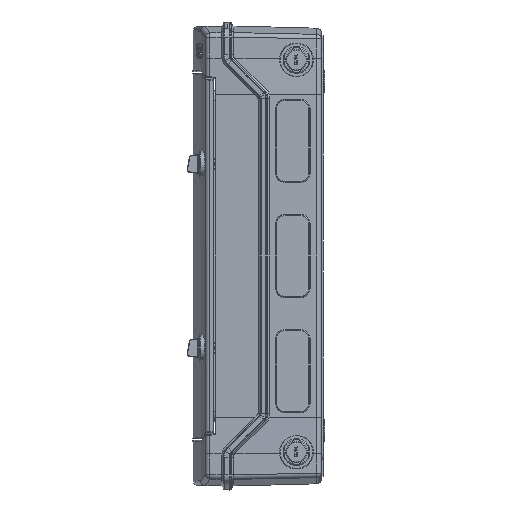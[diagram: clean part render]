
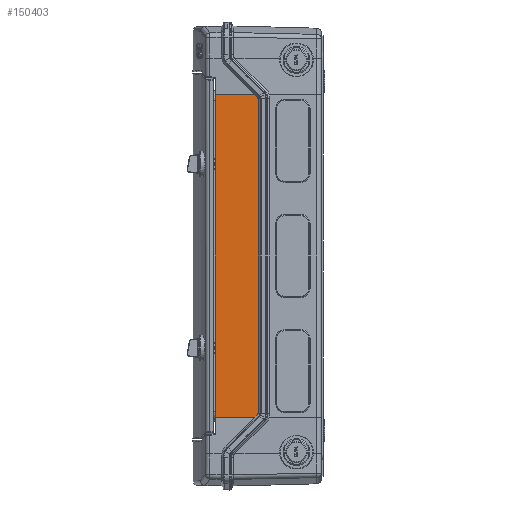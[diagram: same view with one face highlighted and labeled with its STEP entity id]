
A CAD part, left-side view. The second image highlights one B-rep face of the part: STEP entity #150403.
In plain terms, the highlighted planar face has unit normal (-1, 0.026, 0).
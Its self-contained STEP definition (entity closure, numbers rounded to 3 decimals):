
#119943=CARTESIAN_POINT('',(-154.776,68.54,
-170.858));
#119944=CARTESIAN_POINT('',(-154.776,68.54,
-170.929));
#119945=CARTESIAN_POINT('',(-154.776,68.55,
-171.069));
#119946=CARTESIAN_POINT('',(-154.775,68.592,
-171.263));
#119947=CARTESIAN_POINT('',(-154.774,68.641,
-171.396));
#119948=CARTESIAN_POINT('',(-154.773,68.671,
-171.463));
#119953=CARTESIAN_POINT('',(-154.773,68.671,
-171.463));
#119954=CARTESIAN_POINT('',(-154.772,68.697,
-171.515));
#119955=CARTESIAN_POINT('',(-154.771,68.753,
-171.616));
#119956=CARTESIAN_POINT('',(-154.768,68.855,
-171.757));
#119957=CARTESIAN_POINT('',(-154.766,68.934,
-171.842));
#119958=CARTESIAN_POINT('',(-154.765,68.975,
-171.882));
#119963=DIRECTION('',(0.019,0.72,-0.694));
#119964=VECTOR('',#119963,4.507);
#119965=CARTESIAN_POINT('',(-154.765,68.975,
-171.882));
#119966=LINE('',#119965,#119964);
#119970=DIRECTION('',(0.026,1.,0.));
#119971=VECTOR('',#119970,42.793);
#119972=CARTESIAN_POINT('',(-154.68,72.222,
-175.008));
#119973=LINE('',#119972,#119971);
#119977=DIRECTION('',(0.,0.,1.));
#119978=VECTOR('',#119977,350.03);
#119979=CARTESIAN_POINT('',(-153.56,115.,
-175.015));
#119980=LINE('',#119979,#119978);
#119984=DIRECTION('',(-0.019,-0.72,
-0.694));
#119985=VECTOR('',#119984,4.507);
#119986=CARTESIAN_POINT('',(-154.68,72.222,
175.008));
#119987=LINE('',#119986,#119985);
#119991=CARTESIAN_POINT('',(-154.765,68.975,
171.882));
#119992=CARTESIAN_POINT('',(-154.766,68.935,
171.843));
#119993=CARTESIAN_POINT('',(-154.768,68.856,
171.76));
#119994=CARTESIAN_POINT('',(-154.771,68.76,
171.623));
#119995=CARTESIAN_POINT('',(-154.772,68.691,
171.514));
#119996=CARTESIAN_POINT('',(-154.773,68.664,
171.456));
#120001=CARTESIAN_POINT('',(-154.773,68.664,
171.456));
#120002=CARTESIAN_POINT('',(-154.774,68.645,
171.414));
#120003=CARTESIAN_POINT('',(-154.775,68.6,
171.28));
#120004=CARTESIAN_POINT('',(-154.776,68.566,
171.143));
#120005=CARTESIAN_POINT('',(-154.776,68.543,
170.998));
#120006=CARTESIAN_POINT('',(-154.776,68.54,
170.894));
#120007=CARTESIAN_POINT('',(-154.776,68.54,
170.858));
#120012=DIRECTION('',(0.,0.,
-1.));
#120013=VECTOR('',#120012,341.715);
#120014=CARTESIAN_POINT('',(-154.776,68.54,
170.858));
#120015=LINE('',#120014,#120013);
#121763=DIRECTION('',(0.026,1.,0.));
#121764=VECTOR('',#121763,42.793);
#121765=CARTESIAN_POINT('',(-154.68,72.222,
175.008));
#121766=LINE('',#121765,#121764);
#140995=CARTESIAN_POINT('',(-153.56,115.,
-175.015));
#140996=VERTEX_POINT('',#140995);
#140997=CARTESIAN_POINT('',(-154.68,72.222,
-175.008));
#140998=VERTEX_POINT('',#140997);
#141001=CARTESIAN_POINT('',(-154.765,68.975,
-171.882));
#141002=VERTEX_POINT('',#141001);
#141005=VERTEX_POINT('',#119943);
#141006=VERTEX_POINT('',#119948);
#141007=CARTESIAN_POINT('',(-153.56,115.,
175.015));
#141008=VERTEX_POINT('',#141007);
#141009=CARTESIAN_POINT('',(-154.68,72.222,
175.008));
#141010=VERTEX_POINT('',#141009);
#141011=CARTESIAN_POINT('',(-154.765,68.975,
171.882));
#141012=VERTEX_POINT('',#141011);
#141013=VERTEX_POINT('',#119996);
#141014=VERTEX_POINT('',#120007);
#150378=CARTESIAN_POINT('',(-155.,60.,250.));
#150379=DIRECTION('',(-1.,0.026,0.));
#150380=DIRECTION('',(-0.026,-1.,0.));
#150381=AXIS2_PLACEMENT_3D('',#150378,#150379,#150380);
#150382=PLANE('',#150381);
#150384=ORIENTED_EDGE('',*,*,#150383,.T.);
#150386=ORIENTED_EDGE('',*,*,#150385,.T.);
#150387=ORIENTED_EDGE('',*,*,#150367,.T.);
#150388=ORIENTED_EDGE('',*,*,#150309,.T.);
#150390=ORIENTED_EDGE('',*,*,#150389,.T.);
#150392=ORIENTED_EDGE('',*,*,#150391,.F.);
#150394=ORIENTED_EDGE('',*,*,#150393,.T.);
#150396=ORIENTED_EDGE('',*,*,#150395,.T.);
#150398=ORIENTED_EDGE('',*,*,#150397,.T.);
#150400=ORIENTED_EDGE('',*,*,#150399,.T.);
#150401=EDGE_LOOP('',(#150384,#150386,#150387,#150388,#150390,#150392,#150394,
#150396,#150398,#150400));
#150402=FACE_OUTER_BOUND('',#150401,.F.);
#119949=B_SPLINE_CURVE_WITH_KNOTS('',3,(#119943,#119944,#119945,#119946,#119947,
#119948),.UNSPECIFIED.,.F.,.F.,(4,1,1,4),(0.,0.333,
0.667,1.),.UNSPECIFIED.);
#119959=B_SPLINE_CURVE_WITH_KNOTS('',3,(#119953,#119954,#119955,#119956,#119957,
#119958),.UNSPECIFIED.,.F.,.F.,(4,1,1,4),(0.,0.333,
0.667,1.),.UNSPECIFIED.);
#119997=B_SPLINE_CURVE_WITH_KNOTS('',3,(#119991,#119992,#119993,#119994,#119995,
#119996),.UNSPECIFIED.,.F.,.F.,(4,1,1,4),(0.,0.333,
0.667,1.),.UNSPECIFIED.);
#120008=B_SPLINE_CURVE_WITH_KNOTS('',3,(#120001,#120002,#120003,#120004,#120005,
#120006,#120007),.UNSPECIFIED.,.F.,.F.,(4,1,1,1,4),(0.,0.25,
0.542,0.771,1.),.UNSPECIFIED.);
#150309=EDGE_CURVE('',#140998,#140996,#119973,.T.);
#150367=EDGE_CURVE('',#141002,#140998,#119966,.T.);
#150383=EDGE_CURVE('',#141005,#141006,#119949,.T.);
#150385=EDGE_CURVE('',#141006,#141002,#119959,.T.);
#150389=EDGE_CURVE('',#140996,#141008,#119980,.T.);
#150391=EDGE_CURVE('',#141010,#141008,#121766,.T.);
#150393=EDGE_CURVE('',#141010,#141012,#119987,.T.);
#150395=EDGE_CURVE('',#141012,#141013,#119997,.T.);
#150397=EDGE_CURVE('',#141013,#141014,#120008,.T.);
#150399=EDGE_CURVE('',#141014,#141005,#120015,.T.);
#150403=ADVANCED_FACE('',(#150402),#150382,.T.);
